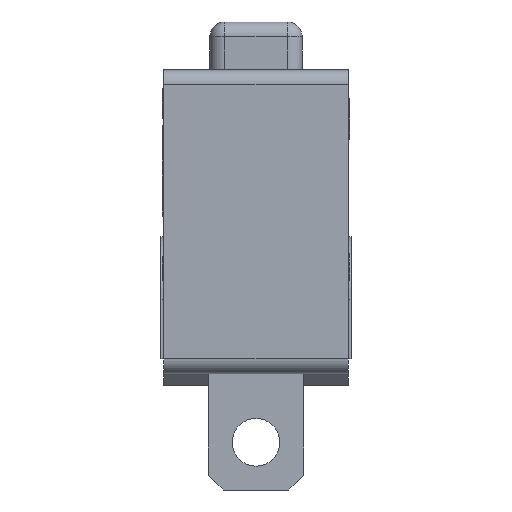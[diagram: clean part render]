
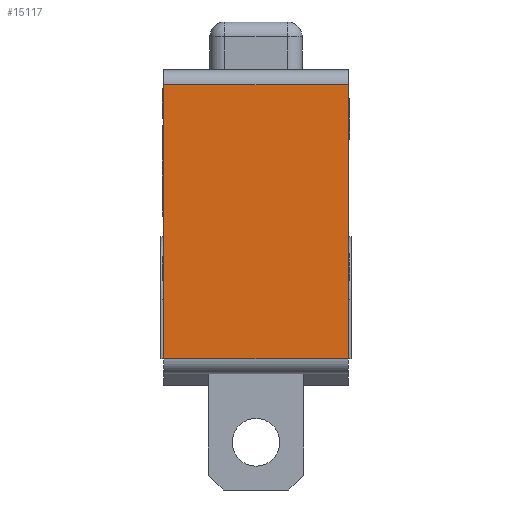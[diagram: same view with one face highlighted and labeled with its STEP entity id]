
A CAD part, left-side view. The second image highlights one B-rep face of the part: STEP entity #15117.
In plain terms, the highlighted planar face has unit normal (-1, 0, 0).
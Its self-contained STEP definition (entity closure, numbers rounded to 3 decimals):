
#2241=ORIENTED_EDGE('',*,*,#6665,.F.);
#2242=ORIENTED_EDGE('',*,*,#6890,.T.);
#2243=ORIENTED_EDGE('',*,*,#6294,.T.);
#2244=ORIENTED_EDGE('',*,*,#6891,.T.);
#6294=EDGE_CURVE('',#8636,#8635,#10121,.T.);
#6665=EDGE_CURVE('',#9006,#9007,#10160,.T.);
#6890=EDGE_CURVE('',#9006,#8636,#10210,.F.);
#6891=EDGE_CURVE('',#8635,#9007,#10211,.T.);
#8635=VERTEX_POINT('',#20540);
#8636=VERTEX_POINT('',#20542);
#9006=VERTEX_POINT('',#22468);
#9007=VERTEX_POINT('',#22470);
#10121=LINE('',#20541,#11153);
#10160=LINE('',#22469,#11192);
#10210=LINE('',#23445,#11242);
#10211=LINE('',#23446,#11243);
#11153=VECTOR('',#17050,1000.);
#11192=VECTOR('',#17117,1000.);
#11242=VECTOR('',#17219,1000.);
#11243=VECTOR('',#17220,1000.);
#12274=EDGE_LOOP('',(#2241,#2242,#2243,#2244));
#13352=FACE_BOUND('',#12274,.T.);
#14329=PLANE('',#16111);
#15117=ADVANCED_FACE('',(#13352),#14329,.T.);
#16111=AXIS2_PLACEMENT_3D('',#23444,#17217,#17218);
#17050=DIRECTION('',(0.,0.,1.));
#17117=DIRECTION('',(0.,0.,1.));
#17217=DIRECTION('',(-1.,0.,0.));
#17218=DIRECTION('',(0.,0.,1.));
#17219=DIRECTION('',(0.,1.,0.));
#17220=DIRECTION('',(0.,1.,0.));
#20540=CARTESIAN_POINT('',(-9.9,-3.1,4.6));
#20541=CARTESIAN_POINT('',(-9.9,-3.1,-5.1));
#20542=CARTESIAN_POINT('',(-9.9,-3.1,-4.6));
#22468=CARTESIAN_POINT('',(-9.9,3.1,-4.6));
#22469=CARTESIAN_POINT('',(-9.9,3.1,-5.1));
#22470=CARTESIAN_POINT('',(-9.9,3.1,4.6));
#23444=CARTESIAN_POINT('',(-9.9,-3.1,-5.1));
#23445=CARTESIAN_POINT('',(-9.9,-3.1,-4.6));
#23446=CARTESIAN_POINT('',(-9.9,-3.1,4.6));
